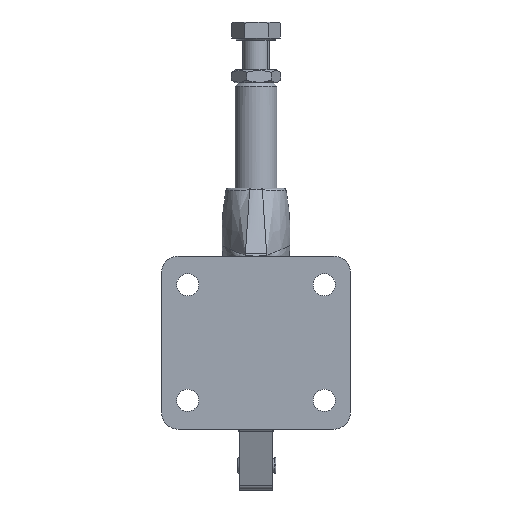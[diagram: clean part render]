
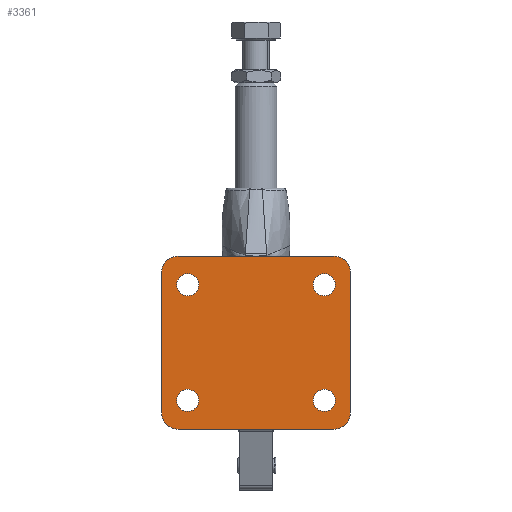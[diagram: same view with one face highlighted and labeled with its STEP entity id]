
A CAD part, front view. The second image highlights one B-rep face of the part: STEP entity #3361.
In plain terms, the highlighted planar face has unit normal (0, -1, 0).
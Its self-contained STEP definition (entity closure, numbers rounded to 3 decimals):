
#1444 = CARTESIAN_POINT ( 'NONE',  ( -20.7, -25.4, -67.65 ) ) ;
#1449 = CARTESIAN_POINT ( 'NONE',  ( 20.7, -25.4, -25.95 ) ) ;
#1837 = ORIENTED_EDGE ( 'NONE', *, *, #2645, .T. ) ;
#1838 = ORIENTED_EDGE ( 'NONE', *, *, #8800, .T. ) ;
#1839 = ORIENTED_EDGE ( 'NONE', *, *, #2646, .T. ) ;
#1840 = ORIENTED_EDGE ( 'NONE', *, *, #8807, .T. ) ;
#1841 = ORIENTED_EDGE ( 'NONE', *, *, #2647, .T. ) ;
#1842 = ORIENTED_EDGE ( 'NONE', *, *, #8814, .T. ) ;
#1843 = ORIENTED_EDGE ( 'NONE', *, *, #2648, .T. ) ;
#1844 = ORIENTED_EDGE ( 'NONE', *, *, #8821, .T. ) ;
#1845 = ORIENTED_EDGE ( 'NONE', *, *, #2568, .T. ) ;
#1846 = ORIENTED_EDGE ( 'NONE', *, *, #2649, .T. ) ;
#1847 = ORIENTED_EDGE ( 'NONE', *, *, #2574, .F. ) ;
#1848 = ORIENTED_EDGE ( 'NONE', *, *, #2650, .T. ) ;
#1849 = ORIENTED_EDGE ( 'NONE', *, *, #2637, .F. ) ;
#1850 = ORIENTED_EDGE ( 'NONE', *, *, #2651, .T. ) ;
#1851 = ORIENTED_EDGE ( 'NONE', *, *, #2631, .T. ) ;
#1852 = ORIENTED_EDGE ( 'NONE', *, *, #2652, .T. ) ;
#1952 = CARTESIAN_POINT ( 'NONE',  ( -28.6, -25.4, -73. ) ) ;
#1954 = DIRECTION ( 'NONE',  ( 0., 0., -1. ) ) ;
#1956 = DIRECTION ( 'NONE',  ( 0., 0., 1. ) ) ;
#2088 = CARTESIAN_POINT ( 'NONE',  ( -23.6, -25.4, -73. ) ) ;
#2090 = CARTESIAN_POINT ( 'NONE',  ( -28.6, -25.4, -25.6 ) ) ;
#2093 = CARTESIAN_POINT ( 'NONE',  ( -28.6, -25.4, -68. ) ) ;
#2098 = CARTESIAN_POINT ( 'NONE',  ( 23.6, -25.4, -73. ) ) ;
#2136 = CARTESIAN_POINT ( 'NONE',  ( 23.6, -25.4, -20.6 ) ) ;
#2138 = CARTESIAN_POINT ( 'NONE',  ( -23.6, -25.4, -20.6 ) ) ;
#2141 = CARTESIAN_POINT ( 'NONE',  ( 28.6, -25.4, -68. ) ) ;
#2144 = CARTESIAN_POINT ( 'NONE',  ( 28.6, -25.4, -25.6 ) ) ;
#2196 = CARTESIAN_POINT ( 'NONE',  ( 20.7, -25.4, -60.95 ) ) ;
#2568 = EDGE_CURVE ( 'NONE', #9614, #9617, #9807, .T. ) ;
#2574 = EDGE_CURVE ( 'NONE', #9622, #9612, #9819, .T. ) ;
#2631 = EDGE_CURVE ( 'NONE', #9660, #9662, #9835, .T. ) ;
#2637 = EDGE_CURVE ( 'NONE', #9668, #9665, #9847, .T. ) ;
#2645 = EDGE_CURVE ( 'NONE', #7898, #9300, #9859, .T. ) ;
#2646 = EDGE_CURVE ( 'NONE', #7904, #7931, #9852, .T. ) ;
#2647 = EDGE_CURVE ( 'NONE', #9741, #7957, #9861, .T. ) ;
#2648 = EDGE_CURVE ( 'NONE', #9309, #7920, #9862, .T. ) ;
#2649 = EDGE_CURVE ( 'NONE', #9617, #9612, #9863, .T. ) ;
#2650 = EDGE_CURVE ( 'NONE', #9622, #9665, #9865, .T. ) ;
#2651 = EDGE_CURVE ( 'NONE', #9668, #9660, #9866, .T. ) ;
#2652 = EDGE_CURVE ( 'NONE', #9662, #9614, #9867, .T. ) ;
#3361 = ADVANCED_FACE ( 'NONE', ( #16739, #16743, #16735, #16742, #16741 ), #17644, .F. ) ;
#7898 = VERTEX_POINT ( 'NONE', #26082 ) ;
#7904 = VERTEX_POINT ( 'NONE', #26080 ) ;
#7920 = VERTEX_POINT ( 'NONE', #26085 ) ;
#7931 = VERTEX_POINT ( 'NONE', #26088 ) ;
#7957 = VERTEX_POINT ( 'NONE', #26083 ) ;
#8603 = EDGE_LOOP ( 'NONE', ( #1837, #1838 ) ) ;
#8608 = EDGE_LOOP ( 'NONE', ( #1845, #1846, #1847, #1848, #1849, #1850, #1851, #1852 ) ) ;
#8611 = EDGE_LOOP ( 'NONE', ( #1839, #1840 ) ) ;
#8618 = EDGE_LOOP ( 'NONE', ( #1843, #1844 ) ) ;
#8620 = EDGE_LOOP ( 'NONE', ( #1841, #1842 ) ) ;
#8800 = EDGE_CURVE ( 'NONE', #9300, #7898, #25435, .T. ) ;
#8807 = EDGE_CURVE ( 'NONE', #7931, #7904, #25446, .T. ) ;
#8814 = EDGE_CURVE ( 'NONE', #7957, #9741, #25457, .T. ) ;
#8821 = EDGE_CURVE ( 'NONE', #7920, #9309, #25468, .T. ) ;
#9116 = AXIS2_PLACEMENT_3D ( 'NONE', #11163, #11164, #1956 ) ;
#9117 = AXIS2_PLACEMENT_3D ( 'NONE', #11165, #11166, #11167 ) ;
#9118 = AXIS2_PLACEMENT_3D ( 'NONE', #11168, #11169, #11170 ) ;
#9119 = AXIS2_PLACEMENT_3D ( 'NONE', #11171, #11172, #11173 ) ;
#9120 = AXIS2_PLACEMENT_3D ( 'NONE', #11174, #11175, #11176 ) ;
#9121 = AXIS2_PLACEMENT_3D ( 'NONE', #11177, #11178, #11179 ) ;
#9122 = AXIS2_PLACEMENT_3D ( 'NONE', #11180, #11181, #11182 ) ;
#9123 = AXIS2_PLACEMENT_3D ( 'NONE', #11183, #11184, #11185 ) ;
#9300 = VERTEX_POINT ( 'NONE', #1444 ) ;
#9309 = VERTEX_POINT ( 'NONE', #1449 ) ;
#9612 = VERTEX_POINT ( 'NONE', #2088 ) ;
#9614 = VERTEX_POINT ( 'NONE', #2090 ) ;
#9617 = VERTEX_POINT ( 'NONE', #2093 ) ;
#9622 = VERTEX_POINT ( 'NONE', #2098 ) ;
#9660 = VERTEX_POINT ( 'NONE', #2136 ) ;
#9662 = VERTEX_POINT ( 'NONE', #2138 ) ;
#9665 = VERTEX_POINT ( 'NONE', #2141 ) ;
#9668 = VERTEX_POINT ( 'NONE', #2144 ) ;
#9741 = VERTEX_POINT ( 'NONE', #2196 ) ;
#9807 = LINE ( 'NONE', #1952, #9810 ) ;
#9810 = VECTOR ( 'NONE', #1954, 1000. ) ;
#9819 = LINE ( 'NONE', #15187, #9822 ) ;
#9822 = VECTOR ( 'NONE', #15188, 1000. ) ;
#9835 = LINE ( 'NONE', #11131, #9838 ) ;
#9838 = VECTOR ( 'NONE', #11132, 1000. ) ;
#9847 = LINE ( 'NONE', #11143, #9850 ) ;
#9850 = VECTOR ( 'NONE', #11144, 1000. ) ;
#9852 = CIRCLE ( 'NONE', #9117, 3.35 ) ;
#9859 = CIRCLE ( 'NONE', #9116, 3.35 ) ;
#9861 = CIRCLE ( 'NONE', #9118, 3.35 ) ;
#9862 = CIRCLE ( 'NONE', #9119, 3.35 ) ;
#9863 = CIRCLE ( 'NONE', #9120, 5. ) ;
#9865 = CIRCLE ( 'NONE', #9121, 5. ) ;
#9866 = CIRCLE ( 'NONE', #9122, 5. ) ;
#9867 = CIRCLE ( 'NONE', #9123, 5. ) ;
#11131 = CARTESIAN_POINT ( 'NONE',  ( 28.6, -25.4, -20.6 ) ) ;
#11132 = DIRECTION ( 'NONE',  ( -1., 0., 0. ) ) ;
#11143 = CARTESIAN_POINT ( 'NONE',  ( 28.6, -25.4, -73. ) ) ;
#11144 = DIRECTION ( 'NONE',  ( 0., 0., -1. ) ) ;
#11163 = CARTESIAN_POINT ( 'NONE',  ( -20.7, -25.4, -64.3 ) ) ;
#11164 = DIRECTION ( 'NONE',  ( 0., 1., 0. ) ) ;
#11165 = CARTESIAN_POINT ( 'NONE',  ( -20.7, -25.4, -29.3 ) ) ;
#11166 = DIRECTION ( 'NONE',  ( 0., 1., 0. ) ) ;
#11167 = DIRECTION ( 'NONE',  ( 0., 0., 1. ) ) ;
#11168 = CARTESIAN_POINT ( 'NONE',  ( 20.7, -25.4, -64.3 ) ) ;
#11169 = DIRECTION ( 'NONE',  ( 0., 1., 0. ) ) ;
#11170 = DIRECTION ( 'NONE',  ( 0., 0., 1. ) ) ;
#11171 = CARTESIAN_POINT ( 'NONE',  ( 20.7, -25.4, -29.3 ) ) ;
#11172 = DIRECTION ( 'NONE',  ( 0., 1., 0. ) ) ;
#11173 = DIRECTION ( 'NONE',  ( 0., 0., 1. ) ) ;
#11174 = CARTESIAN_POINT ( 'NONE',  ( -23.6, -25.4, -68. ) ) ;
#11175 = DIRECTION ( 'NONE',  ( 0., -1., 0. ) ) ;
#11176 = DIRECTION ( 'NONE',  ( 0., 0., 1. ) ) ;
#11177 = CARTESIAN_POINT ( 'NONE',  ( 23.6, -25.4, -68. ) ) ;
#11178 = DIRECTION ( 'NONE',  ( 0., -1., 0. ) ) ;
#11179 = DIRECTION ( 'NONE',  ( 0., 0., 1. ) ) ;
#11180 = CARTESIAN_POINT ( 'NONE',  ( 23.6, -25.4, -25.6 ) ) ;
#11181 = DIRECTION ( 'NONE',  ( 0., -1., 0. ) ) ;
#11182 = DIRECTION ( 'NONE',  ( 0., 0., 1. ) ) ;
#11183 = CARTESIAN_POINT ( 'NONE',  ( -23.6, -25.4, -25.6 ) ) ;
#11184 = DIRECTION ( 'NONE',  ( 0., -1., 0. ) ) ;
#11185 = DIRECTION ( 'NONE',  ( 0., 0., 1. ) ) ;
#15187 = CARTESIAN_POINT ( 'NONE',  ( 28.6, -25.4, -73. ) ) ;
#15188 = DIRECTION ( 'NONE',  ( -1., 0., 0. ) ) ;
#16735 = FACE_BOUND ( 'NONE', #8620, .T. ) ;
#16739 = FACE_BOUND ( 'NONE', #8603, .T. ) ;
#16741 = FACE_OUTER_BOUND ( 'NONE', #8608, .T. ) ;
#16742 = FACE_BOUND ( 'NONE', #8618, .T. ) ;
#16743 = FACE_BOUND ( 'NONE', #8611, .T. ) ;
#17038 = AXIS2_PLACEMENT_3D ( 'NONE', #17640, #17642, #17647 ) ;
#17640 = CARTESIAN_POINT ( 'NONE',  ( 28.6, -25.4, -73. ) ) ;
#17642 = DIRECTION ( 'NONE',  ( 0., 1., 0. ) ) ;
#17644 = PLANE ( 'NONE',  #17038 ) ;
#17647 = DIRECTION ( 'NONE',  ( 0., 0., 1. ) ) ;
#24686 = AXIS2_PLACEMENT_3D ( 'NONE', #26699, #26700, #26701 ) ;
#24689 = AXIS2_PLACEMENT_3D ( 'NONE', #26716, #26717, #26718 ) ;
#24692 = AXIS2_PLACEMENT_3D ( 'NONE', #26733, #26734, #26735 ) ;
#24695 = AXIS2_PLACEMENT_3D ( 'NONE', #26750, #26751, #26752 ) ;
#25435 = CIRCLE ( 'NONE', #24686, 3.35 ) ;
#25446 = CIRCLE ( 'NONE', #24689, 3.35 ) ;
#25457 = CIRCLE ( 'NONE', #24692, 3.35 ) ;
#25468 = CIRCLE ( 'NONE', #24695, 3.35 ) ;
#26080 = CARTESIAN_POINT ( 'NONE',  ( -20.7, -25.4, -25.95 ) ) ;
#26082 = CARTESIAN_POINT ( 'NONE',  ( -20.7, -25.4, -60.95 ) ) ;
#26083 = CARTESIAN_POINT ( 'NONE',  ( 20.7, -25.4, -67.65 ) ) ;
#26085 = CARTESIAN_POINT ( 'NONE',  ( 20.7, -25.4, -32.65 ) ) ;
#26088 = CARTESIAN_POINT ( 'NONE',  ( -20.7, -25.4, -32.65 ) ) ;
#26699 = CARTESIAN_POINT ( 'NONE',  ( -20.7, -25.4, -64.3 ) ) ;
#26700 = DIRECTION ( 'NONE',  ( 0., 1., 0. ) ) ;
#26701 = DIRECTION ( 'NONE',  ( 0., 0., 1. ) ) ;
#26716 = CARTESIAN_POINT ( 'NONE',  ( -20.7, -25.4, -29.3 ) ) ;
#26717 = DIRECTION ( 'NONE',  ( 0., 1., 0. ) ) ;
#26718 = DIRECTION ( 'NONE',  ( 0., 0., 1. ) ) ;
#26733 = CARTESIAN_POINT ( 'NONE',  ( 20.7, -25.4, -64.3 ) ) ;
#26734 = DIRECTION ( 'NONE',  ( 0., 1., 0. ) ) ;
#26735 = DIRECTION ( 'NONE',  ( 0., 0., 1. ) ) ;
#26750 = CARTESIAN_POINT ( 'NONE',  ( 20.7, -25.4, -29.3 ) ) ;
#26751 = DIRECTION ( 'NONE',  ( 0., 1., 0. ) ) ;
#26752 = DIRECTION ( 'NONE',  ( 0., 0., 1. ) ) ;
